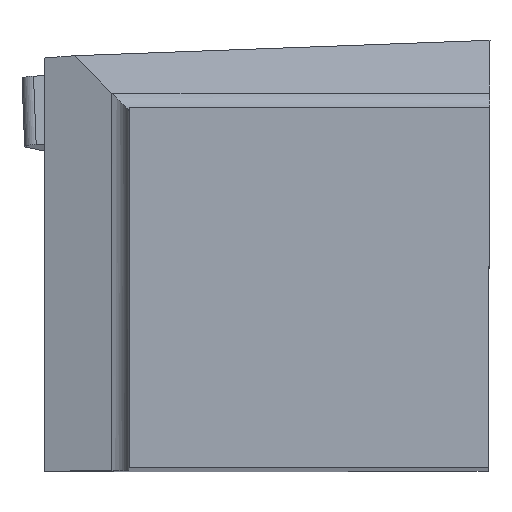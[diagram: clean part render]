
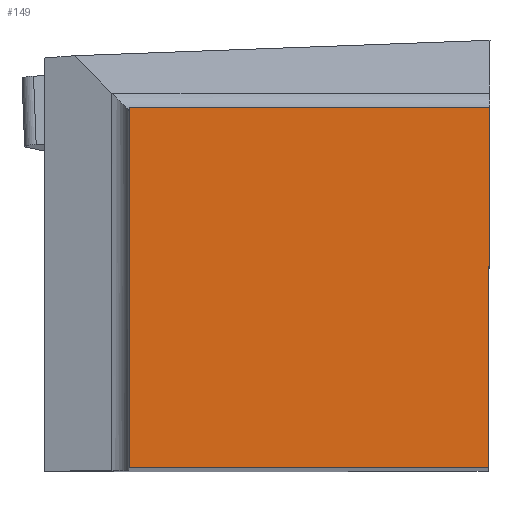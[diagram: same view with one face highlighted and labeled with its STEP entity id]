
A CAD part, top view. The second image highlights one B-rep face of the part: STEP entity #149.
In plain terms, the highlighted planar face has unit normal (0, 0, 1).
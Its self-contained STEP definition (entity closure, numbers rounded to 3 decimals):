
#119=FACE_OUTER_BOUND('',#342,.T.);
#149=ADVANCED_FACE('SHANK_FACE_BACK',(#119),#177,.F.);
#177=PLANE('',#749);
#217=LINE('',#1057,#279);
#222=LINE('',#1070,#284);
#237=LINE('',#1098,#299);
#238=LINE('',#1100,#300);
#279=VECTOR('',#850,1.);
#284=VECTOR('',#861,1.);
#299=VECTOR('',#890,1.);
#300=VECTOR('',#891,1.);
#342=EDGE_LOOP('',(#454,#455,#456,#457));
#454=ORIENTED_EDGE('',*,*,#625,.F.);
#455=ORIENTED_EDGE('',*,*,#603,.T.);
#456=ORIENTED_EDGE('',*,*,#610,.T.);
#457=ORIENTED_EDGE('',*,*,#626,.F.);
#545=VERTEX_POINT('',#1056);
#546=VERTEX_POINT('',#1058);
#550=VERTEX_POINT('',#1069);
#557=VERTEX_POINT('',#1099);
#603=EDGE_CURVE('',#546,#545,#217,.T.);
#610=EDGE_CURVE('',#545,#550,#222,.T.);
#625=EDGE_CURVE('',#546,#557,#237,.T.);
#626=EDGE_CURVE('',#557,#550,#238,.T.);
#749=AXIS2_PLACEMENT_3D('',#1101,#892,#893);
#850=DIRECTION('',(1.,0.,0.));
#861=DIRECTION('',(0.004,1.,0.));
#890=DIRECTION('',(0.,1.,0.));
#891=DIRECTION('',(1.,0.,0.));
#892=DIRECTION('',(0.,0.,-1.));
#893=DIRECTION('',(0.037,-0.999,0.));
#1056=CARTESIAN_POINT('',(-0.109,0.,0.));
#1057=CARTESIAN_POINT('',(-40.941,0.,0.));
#1058=CARTESIAN_POINT('',(-24.875,0.,0.));
#1069=CARTESIAN_POINT('',(0.,24.875,0.));
#1070=CARTESIAN_POINT('',(-0.808,-160.194,0.));
#1098=CARTESIAN_POINT('',(-24.875,-6.744,0.));
#1099=CARTESIAN_POINT('',(-24.875,24.875,0.));
#1100=CARTESIAN_POINT('',(-40.941,24.875,0.));
#1101=CARTESIAN_POINT('',(0.,0.,0.));
